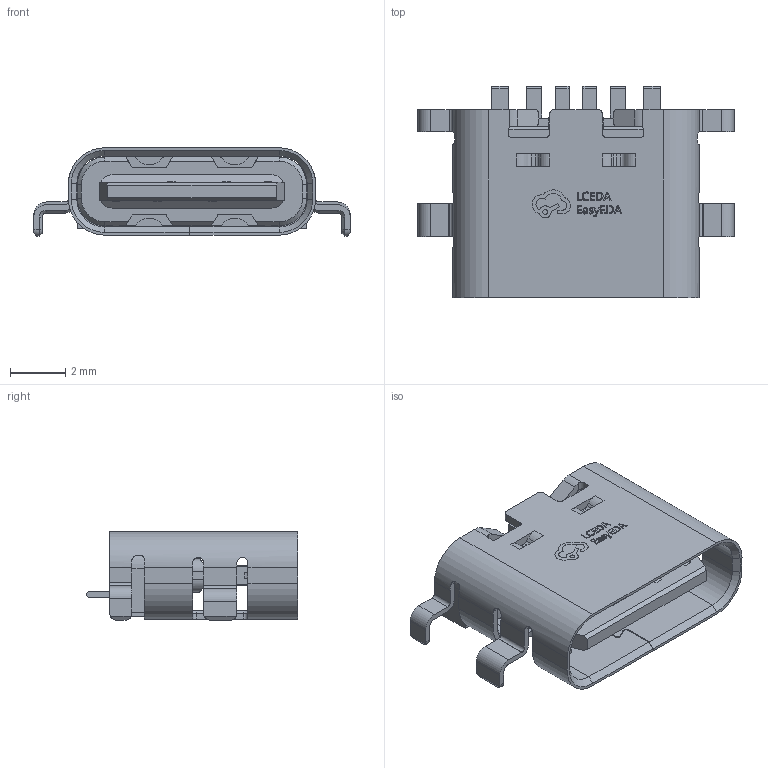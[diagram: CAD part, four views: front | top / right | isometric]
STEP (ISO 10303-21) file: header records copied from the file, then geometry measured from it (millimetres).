
FILE_DESCRIPTION (( 'STEP AP214' ), '1' );
FILE_NAME ('USB-C-SMD_TYPE-C-6P-CB0.8-073.step', '2025-07-22T04:04:30', ( '' ), ( '' ), 'SwSTEP 2.0', 'SolidWorks 2021', '' );
FILE_SCHEMA (( 'AUTOMOTIVE_DESIGN' ));
Length unit declared in the file: millimetre
Products named in the file (1): USB-C-SMD_TYPE-C-6P-CB0.8-073
Bounding box: 11.45 x 7.65 x 3.2 mm (x, y, z)
Volume: 95.6 mm3; surface area: 437.4 mm2
Topology: 2 solids, 2 shells, 785 faces, 2127 edges, 1376 vertices
Faces by surface type: plane 475, cylinder 144, bspline 104, cone 62
Entity records: 34289 total; most frequent: CARTESIAN_POINT 6473, ORIENTED_EDGE 4254, DIRECTION 3555, EDGE_CURVE 2127, LINE 1499, VECTOR 1499, VERTEX_POINT 1376, AXIS2_PLACEMENT_3D 1028
